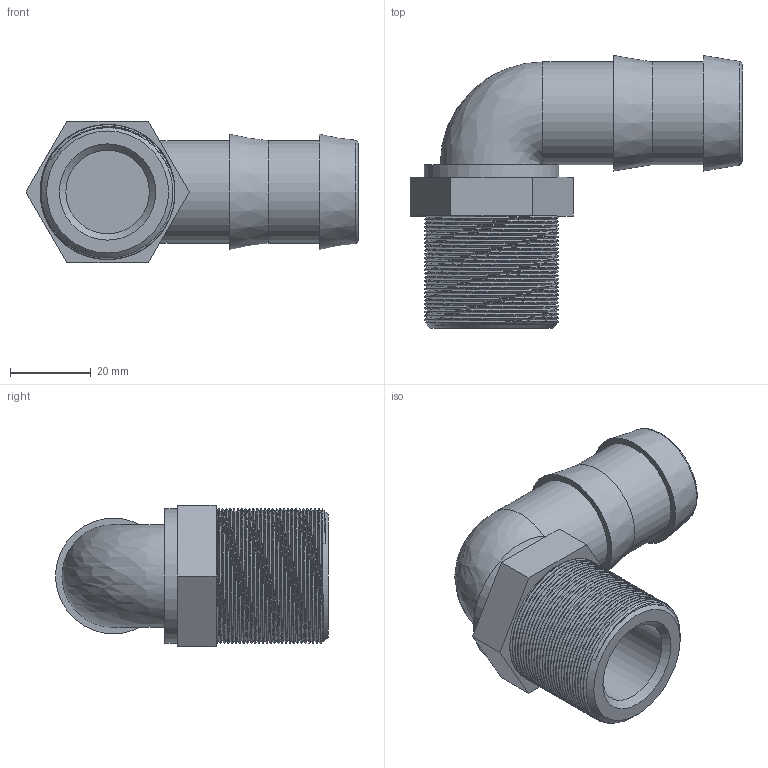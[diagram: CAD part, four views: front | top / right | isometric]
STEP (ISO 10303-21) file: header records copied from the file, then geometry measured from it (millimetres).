
FILE_DESCRIPTION((''),'2;1');
FILE_NAME('big bend.stp','2014-08-19T14:18:55',('mrister'),(''),'Autodesk Inventor 2013','Autodesk Inventor 2013','');
FILE_SCHEMA(('AUTOMOTIVE_DESIGN { 1 0 10303 214 1 1 1 1 }'));
Length unit declared in the file: inch
Products named in the file (1): big bend
Bounding box: 82.08 x 67.47 x 34.92 mm (x, y, z)
Volume: 38802.6 mm3; surface area: 21496.9 mm2
Topology: 1 solids, 1 shells, 32 faces, 66 edges, 41 vertices
Faces by surface type: plane 15, cylinder 7, cone 5, bspline 3, torus 2
Full cylindrical faces by diameter (mm): 20.638 x3, 25.4 x2, 33.338 x1
Entity records: 5568 total; most frequent: CARTESIAN_POINT 4950, DIRECTION 120, ORIENTED_EDGE 96, AXIS2_PLACEMENT_3D 50, EDGE_LOOP 49, EDGE_CURVE 48, VERTEX_POINT 36, FACE_OUTER_BOUND 31
